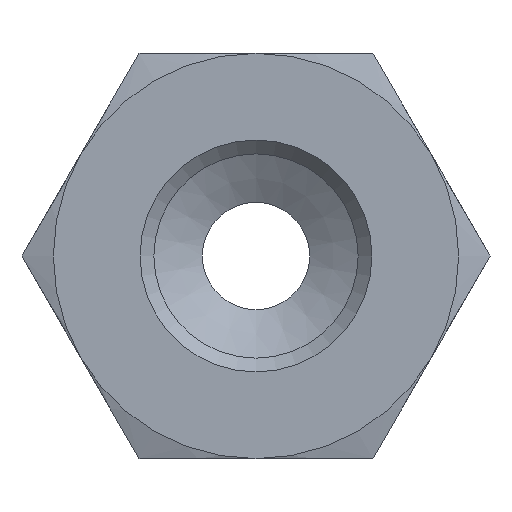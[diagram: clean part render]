
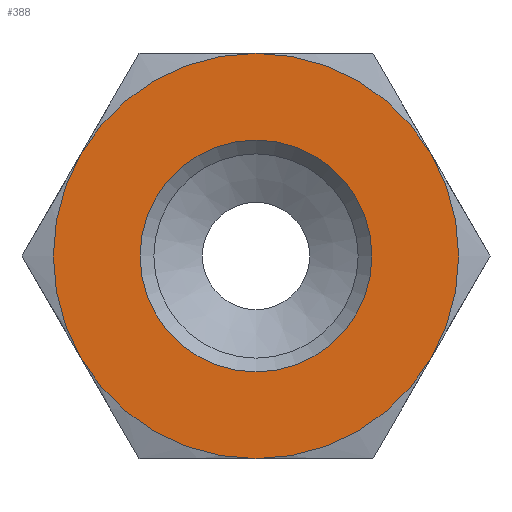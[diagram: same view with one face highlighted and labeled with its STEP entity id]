
A CAD part, left-side view. The second image highlights one B-rep face of the part: STEP entity #388.
In plain terms, the highlighted planar face has unit normal (-1, 0, 0).
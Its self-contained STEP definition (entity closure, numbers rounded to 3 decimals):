
#54=PLANE('',#438);
#65=CIRCLE('',#425,8.5);
#66=CIRCLE('',#427,8.5);
#67=CIRCLE('',#429,8.5);
#68=CIRCLE('',#431,8.5);
#69=CIRCLE('',#433,8.5);
#70=CIRCLE('',#435,8.5);
#72=CIRCLE('',#439,4.864);
#113=ORIENTED_EDGE('',*,*,#187,.F.);
#114=ORIENTED_EDGE('',*,*,#184,.F.);
#115=ORIENTED_EDGE('',*,*,#193,.F.);
#116=ORIENTED_EDGE('',*,*,#199,.F.);
#117=ORIENTED_EDGE('',*,*,#195,.F.);
#118=ORIENTED_EDGE('',*,*,#189,.F.);
#119=ORIENTED_EDGE('',*,*,#207,.T.);
#184=EDGE_CURVE('',#231,#230,#65,.T.);
#187=EDGE_CURVE('',#230,#233,#66,.T.);
#189=EDGE_CURVE('',#233,#235,#67,.T.);
#193=EDGE_CURVE('',#237,#231,#68,.T.);
#195=EDGE_CURVE('',#235,#239,#69,.T.);
#199=EDGE_CURVE('',#239,#237,#70,.T.);
#207=EDGE_CURVE('',#248,#248,#72,.T.);
#230=VERTEX_POINT('',#604);
#231=VERTEX_POINT('',#609);
#233=VERTEX_POINT('',#617);
#235=VERTEX_POINT('',#630);
#237=VERTEX_POINT('',#645);
#239=VERTEX_POINT('',#654);
#248=VERTEX_POINT('',#687);
#284=EDGE_LOOP('',(#113,#114,#115,#116,#117,#118));
#285=EDGE_LOOP('',(#119));
#332=FACE_BOUND('',#284,.T.);
#333=FACE_BOUND('',#285,.T.);
#388=ADVANCED_FACE('',(#332,#333),#54,.F.);
#425=AXIS2_PLACEMENT_3D('',#610,#481,#482);
#427=AXIS2_PLACEMENT_3D('',#622,#485,#486);
#429=AXIS2_PLACEMENT_3D('',#629,#489,#490);
#431=AXIS2_PLACEMENT_3D('',#646,#493,#494);
#433=AXIS2_PLACEMENT_3D('',#653,#497,#498);
#435=AXIS2_PLACEMENT_3D('',#669,#501,#502);
#438=AXIS2_PLACEMENT_3D('',#685,#513,#514);
#439=AXIS2_PLACEMENT_3D('',#686,#515,#516);
#481=DIRECTION('',(1.,0.,0.));
#482=DIRECTION('',(0.,0.,-1.));
#485=DIRECTION('',(1.,0.,0.));
#486=DIRECTION('',(0.,0.,-1.));
#489=DIRECTION('',(1.,0.,0.));
#490=DIRECTION('',(0.,0.,-1.));
#493=DIRECTION('',(1.,0.,0.));
#494=DIRECTION('',(0.,0.,-1.));
#497=DIRECTION('',(1.,0.,0.));
#498=DIRECTION('',(0.,0.,-1.));
#501=DIRECTION('',(1.,0.,0.));
#502=DIRECTION('',(0.,0.,-1.));
#513=DIRECTION('',(1.,0.,0.));
#514=DIRECTION('',(0.,0.,-1.));
#515=DIRECTION('',(1.,0.,0.));
#516=DIRECTION('',(0.,0.,-1.));
#604=CARTESIAN_POINT('',(-14.,7.361,-4.25));
#609=CARTESIAN_POINT('',(-14.,0.,-8.5));
#610=CARTESIAN_POINT('',(-14.,0.,0.));
#617=CARTESIAN_POINT('',(-14.,7.361,4.25));
#622=CARTESIAN_POINT('',(-14.,0.,0.));
#629=CARTESIAN_POINT('',(-14.,0.,0.));
#630=CARTESIAN_POINT('',(-14.,0.,8.5));
#645=CARTESIAN_POINT('',(-14.,-7.361,-4.25));
#646=CARTESIAN_POINT('',(-14.,0.,0.));
#653=CARTESIAN_POINT('',(-14.,0.,0.));
#654=CARTESIAN_POINT('',(-14.,-7.361,4.25));
#669=CARTESIAN_POINT('',(-14.,0.,0.));
#685=CARTESIAN_POINT('',(-14.,0.,0.));
#686=CARTESIAN_POINT('',(-14.,0.,0.));
#687=CARTESIAN_POINT('',(-14.,0.,-4.864));
